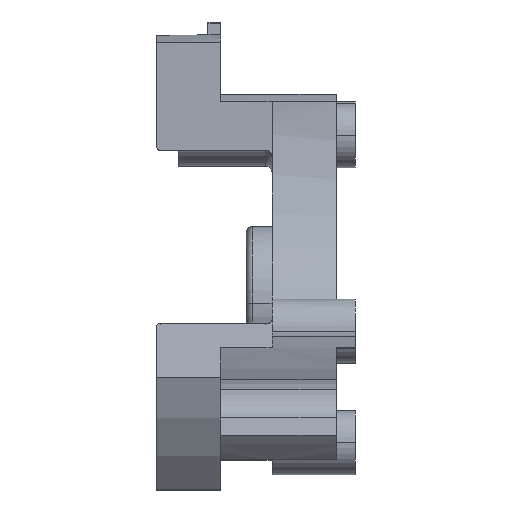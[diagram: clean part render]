
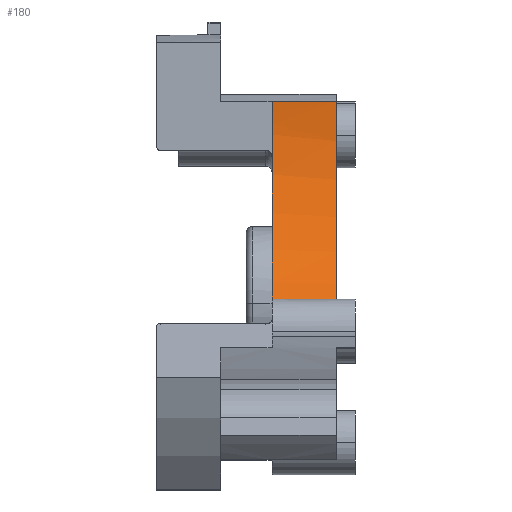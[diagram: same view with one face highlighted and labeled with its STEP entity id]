
A CAD part, top view. The second image highlights one B-rep face of the part: STEP entity #180.
In plain terms, the highlighted cylindrical face has radius 20 mm (diameter 40 mm), a partial arc.
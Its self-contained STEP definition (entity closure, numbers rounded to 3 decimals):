
#100 = CARTESIAN_POINT ( 'NONE',  ( -1.75, -0.652, 11.869 ) ) ;
#180 = ADVANCED_FACE ( 'NONE', ( #6827 ), #6860, .F. ) ;
#192 = CARTESIAN_POINT ( 'NONE',  ( -5., -0.652, 11.869 ) ) ;
#286 = VERTEX_POINT ( 'NONE', #2592 ) ;
#308 = CARTESIAN_POINT ( 'NONE',  ( 0., -0.652, 11.869 ) ) ;
#322 = ORIENTED_EDGE ( 'NONE', *, *, #6885, .F. ) ;
#402 = DIRECTION ( 'NONE',  ( 0., 0., 1. ) ) ;
#520 = CARTESIAN_POINT ( 'NONE',  ( 0., 14.434, 25. ) ) ;
#621 = AXIS2_PLACEMENT_3D ( 'NONE', #5189, #4674, #1912 ) ;
#722 = ORIENTED_EDGE ( 'NONE', *, *, #4581, .T. ) ;
#767 = EDGE_CURVE ( 'NONE', #1644, #6745, #6395, .T. ) ;
#1644 = VERTEX_POINT ( 'NONE', #192 ) ;
#1912 = DIRECTION ( 'NONE',  ( 0., -0.866, -0.5 ) ) ;
#2030 = DIRECTION ( 'NONE',  ( -1., 0., 0. ) ) ;
#2592 = CARTESIAN_POINT ( 'NONE',  ( -5., 15.711, 5.041 ) ) ;
#2969 = CIRCLE ( 'NONE', #621, 20. ) ;
#3032 = EDGE_CURVE ( 'NONE', #6102, #6745, #3668, .T. ) ;
#3226 = AXIS2_PLACEMENT_3D ( 'NONE', #520, #4325, #5927 ) ;
#3300 = AXIS2_PLACEMENT_3D ( 'NONE', #3492, #6606, #5063 ) ;
#3312 = DIRECTION ( 'NONE',  ( 1., 0., 0. ) ) ;
#3492 = CARTESIAN_POINT ( 'NONE',  ( -5., 14.434, 25. ) ) ;
#3527 = ORIENTED_EDGE ( 'NONE', *, *, #4620, .T. ) ;
#3561 = VECTOR ( 'NONE', #3771, 1000. ) ;
#3668 = CIRCLE ( 'NONE', #3226, 20. ) ;
#3727 = ORIENTED_EDGE ( 'NONE', *, *, #3032, .F. ) ;
#3771 = DIRECTION ( 'NONE',  ( 1., 0., 0. ) ) ;
#3808 = CARTESIAN_POINT ( 'NONE',  ( 0., 15.711, 5.041 ) ) ;
#4325 = DIRECTION ( 'NONE',  ( -1., 0., 0. ) ) ;
#4581 = EDGE_CURVE ( 'NONE', #286, #4942, #2969, .T. ) ;
#4620 = EDGE_CURVE ( 'NONE', #4942, #1644, #6308, .T. ) ;
#4674 = DIRECTION ( 'NONE',  ( -1., 0., 0. ) ) ;
#4763 = CARTESIAN_POINT ( 'NONE',  ( 5., 14.434, 25. ) ) ;
#4846 = CARTESIAN_POINT ( 'NONE',  ( -5., 13.156, 5.041 ) ) ;
#4942 = VERTEX_POINT ( 'NONE', #4846 ) ;
#5063 = DIRECTION ( 'NONE',  ( 0., -0.866, -0.5 ) ) ;
#5135 = CARTESIAN_POINT ( 'NONE',  ( 0., 15.711, 5.041 ) ) ;
#5189 = CARTESIAN_POINT ( 'NONE',  ( -5., 14.434, 25. ) ) ;
#5927 = DIRECTION ( 'NONE',  ( 0., 0., 1. ) ) ;
#5941 = VECTOR ( 'NONE', #3312, 1000. ) ;
#6102 = VERTEX_POINT ( 'NONE', #5135 ) ;
#6124 = EDGE_LOOP ( 'NONE', ( #3527, #6370, #3727, #322, #722 ) ) ;
#6308 = CIRCLE ( 'NONE', #3300, 20. ) ;
#6351 = AXIS2_PLACEMENT_3D ( 'NONE', #4763, #2030, #402 ) ;
#6370 = ORIENTED_EDGE ( 'NONE', *, *, #767, .T. ) ;
#6395 = LINE ( 'NONE', #100, #5941 ) ;
#6464 = LINE ( 'NONE', #3808, #3561 ) ;
#6606 = DIRECTION ( 'NONE',  ( -1., 0., 0. ) ) ;
#6745 = VERTEX_POINT ( 'NONE', #308 ) ;
#6827 = FACE_OUTER_BOUND ( 'NONE', #6124, .T. ) ;
#6860 = CYLINDRICAL_SURFACE ( 'NONE', #6351, 20. ) ;
#6885 = EDGE_CURVE ( 'NONE', #286, #6102, #6464, .T. ) ;
